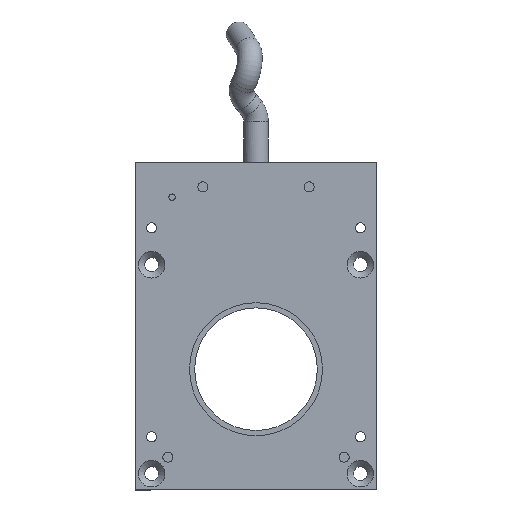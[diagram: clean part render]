
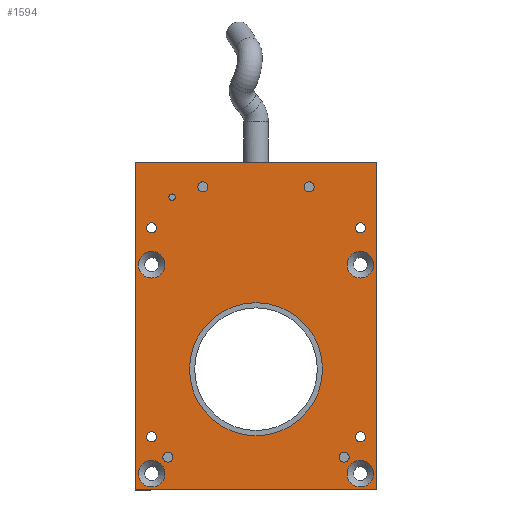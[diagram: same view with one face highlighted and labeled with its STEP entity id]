
A CAD part, front view. The second image highlights one B-rep face of the part: STEP entity #1594.
In plain terms, the highlighted planar face has unit normal (0, -1, 0).
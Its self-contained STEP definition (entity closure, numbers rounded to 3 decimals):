
#113=LINE('',#2539,#206);
#117=LINE('',#2615,#210);
#119=LINE('',#2619,#212);
#121=LINE('',#2622,#214);
#206=VECTOR('',#2094,59.);
#210=VECTOR('',#2194,80.);
#212=VECTOR('',#2198,59.);
#214=VECTOR('',#2202,80.);
#266=PLANE('',#1768);
#343=FACE_BOUND('',#612,.T.);
#344=FACE_BOUND('',#613,.T.);
#345=FACE_BOUND('',#614,.T.);
#346=FACE_BOUND('',#615,.T.);
#347=FACE_BOUND('',#616,.T.);
#348=FACE_BOUND('',#617,.T.);
#349=FACE_BOUND('',#618,.T.);
#350=FACE_BOUND('',#619,.T.);
#351=FACE_BOUND('',#620,.T.);
#352=FACE_BOUND('',#621,.T.);
#353=FACE_BOUND('',#622,.T.);
#354=FACE_BOUND('',#623,.T.);
#355=FACE_BOUND('',#624,.T.);
#356=FACE_BOUND('',#625,.T.);
#357=FACE_BOUND('',#626,.T.);
#612=EDGE_LOOP('',(#1335));
#613=EDGE_LOOP('',(#1336));
#614=EDGE_LOOP('',(#1337));
#615=EDGE_LOOP('',(#1338));
#616=EDGE_LOOP('',(#1339));
#617=EDGE_LOOP('',(#1340));
#618=EDGE_LOOP('',(#1341));
#619=EDGE_LOOP('',(#1342));
#620=EDGE_LOOP('',(#1343));
#621=EDGE_LOOP('',(#1344));
#622=EDGE_LOOP('',(#1345));
#623=EDGE_LOOP('',(#1346));
#624=EDGE_LOOP('',(#1347));
#625=EDGE_LOOP('',(#1348));
#626=EDGE_LOOP('',(#1349,#1350,#1351,#1352));
#690=CIRCLE('',#1722,0.785);
#692=CIRCLE('',#1726,1.23);
#694=CIRCLE('',#1730,1.23);
#696=CIRCLE('',#1734,1.23);
#698=CIRCLE('',#1738,1.23);
#699=CIRCLE('',#1740,16.25);
#700=CIRCLE('',#1742,3.25);
#702=CIRCLE('',#1746,3.25);
#704=CIRCLE('',#1750,3.25);
#706=CIRCLE('',#1754,3.25);
#708=CIRCLE('',#1758,1.23);
#709=CIRCLE('',#1760,1.23);
#710=CIRCLE('',#1762,1.23);
#711=CIRCLE('',#1764,1.23);
#824=VERTEX_POINT('',#2536);
#825=VERTEX_POINT('',#2538);
#827=VERTEX_POINT('',#2548);
#829=VERTEX_POINT('',#2554);
#831=VERTEX_POINT('',#2560);
#833=VERTEX_POINT('',#2566);
#835=VERTEX_POINT('',#2572);
#836=VERTEX_POINT('',#2575);
#837=VERTEX_POINT('',#2578);
#839=VERTEX_POINT('',#2584);
#841=VERTEX_POINT('',#2590);
#843=VERTEX_POINT('',#2596);
#845=VERTEX_POINT('',#2602);
#846=VERTEX_POINT('',#2605);
#847=VERTEX_POINT('',#2608);
#848=VERTEX_POINT('',#2611);
#849=VERTEX_POINT('',#2614);
#850=VERTEX_POINT('',#2618);
#989=EDGE_CURVE('',#824,#825,#113,.T.);
#994=EDGE_CURVE('',#827,#827,#690,.T.);
#996=EDGE_CURVE('',#829,#829,#692,.T.);
#998=EDGE_CURVE('',#831,#831,#694,.T.);
#1000=EDGE_CURVE('',#833,#833,#696,.T.);
#1002=EDGE_CURVE('',#835,#835,#698,.T.);
#1003=EDGE_CURVE('',#836,#836,#699,.T.);
#1004=EDGE_CURVE('',#837,#837,#700,.T.);
#1006=EDGE_CURVE('',#839,#839,#702,.T.);
#1008=EDGE_CURVE('',#841,#841,#704,.T.);
#1010=EDGE_CURVE('',#843,#843,#706,.T.);
#1012=EDGE_CURVE('',#845,#845,#708,.T.);
#1013=EDGE_CURVE('',#846,#846,#709,.T.);
#1014=EDGE_CURVE('',#847,#847,#710,.T.);
#1015=EDGE_CURVE('',#848,#848,#711,.T.);
#1016=EDGE_CURVE('',#825,#849,#117,.T.);
#1018=EDGE_CURVE('',#849,#850,#119,.T.);
#1020=EDGE_CURVE('',#850,#824,#121,.T.);
#1335=ORIENTED_EDGE('',*,*,#994,.T.);
#1336=ORIENTED_EDGE('',*,*,#998,.T.);
#1337=ORIENTED_EDGE('',*,*,#996,.T.);
#1338=ORIENTED_EDGE('',*,*,#1002,.T.);
#1339=ORIENTED_EDGE('',*,*,#1000,.T.);
#1340=ORIENTED_EDGE('',*,*,#1003,.T.);
#1341=ORIENTED_EDGE('',*,*,#1004,.T.);
#1342=ORIENTED_EDGE('',*,*,#1006,.T.);
#1343=ORIENTED_EDGE('',*,*,#1008,.T.);
#1344=ORIENTED_EDGE('',*,*,#1010,.T.);
#1345=ORIENTED_EDGE('',*,*,#1012,.T.);
#1346=ORIENTED_EDGE('',*,*,#1013,.T.);
#1347=ORIENTED_EDGE('',*,*,#1014,.T.);
#1348=ORIENTED_EDGE('',*,*,#1015,.T.);
#1349=ORIENTED_EDGE('',*,*,#989,.F.);
#1350=ORIENTED_EDGE('',*,*,#1020,.F.);
#1351=ORIENTED_EDGE('',*,*,#1018,.F.);
#1352=ORIENTED_EDGE('',*,*,#1016,.F.);
#1594=ADVANCED_FACE('',(#343,#344,#345,#346,#347,#348,#349,#350,#351,#352,
#353,#354,#355,#356,#357),#266,.F.);
#1722=AXIS2_PLACEMENT_3D('',#2549,#2106,#2107);
#1726=AXIS2_PLACEMENT_3D('',#2555,#2114,#2115);
#1730=AXIS2_PLACEMENT_3D('',#2561,#2122,#2123);
#1734=AXIS2_PLACEMENT_3D('',#2567,#2130,#2131);
#1738=AXIS2_PLACEMENT_3D('',#2573,#2138,#2139);
#1740=AXIS2_PLACEMENT_3D('',#2576,#2142,#2143);
#1742=AXIS2_PLACEMENT_3D('',#2579,#2146,#2147);
#1746=AXIS2_PLACEMENT_3D('',#2585,#2154,#2155);
#1750=AXIS2_PLACEMENT_3D('',#2591,#2162,#2163);
#1754=AXIS2_PLACEMENT_3D('',#2597,#2170,#2171);
#1758=AXIS2_PLACEMENT_3D('',#2603,#2178,#2179);
#1760=AXIS2_PLACEMENT_3D('',#2606,#2182,#2183);
#1762=AXIS2_PLACEMENT_3D('',#2609,#2186,#2187);
#1764=AXIS2_PLACEMENT_3D('',#2612,#2190,#2191);
#1768=AXIS2_PLACEMENT_3D('',#2623,#2203,#2204);
#2094=DIRECTION('',(1.,0.,0.));
#2106=DIRECTION('center_axis',(0.,1.,0.));
#2107=DIRECTION('ref_axis',(0.,0.,
-1.));
#2114=DIRECTION('center_axis',(0.,1.,0.));
#2115=DIRECTION('ref_axis',(0.,0.,
-1.));
#2122=DIRECTION('center_axis',(0.,1.,0.));
#2123=DIRECTION('ref_axis',(0.,0.,
-1.));
#2130=DIRECTION('center_axis',(0.,1.,0.));
#2131=DIRECTION('ref_axis',(0.,0.,
-1.));
#2138=DIRECTION('center_axis',(0.,1.,0.));
#2139=DIRECTION('ref_axis',(0.,0.,
-1.));
#2142=DIRECTION('center_axis',(0.,1.,0.));
#2143=DIRECTION('ref_axis',(0.,0.,
-1.));
#2146=DIRECTION('center_axis',(0.,1.,0.));
#2147=DIRECTION('ref_axis',(0.,0.,
1.));
#2154=DIRECTION('center_axis',(0.,1.,0.));
#2155=DIRECTION('ref_axis',(0.,0.,
1.));
#2162=DIRECTION('center_axis',(0.,1.,0.));
#2163=DIRECTION('ref_axis',(0.,0.,
1.));
#2170=DIRECTION('center_axis',(0.,1.,0.));
#2171=DIRECTION('ref_axis',(0.,0.,
1.));
#2178=DIRECTION('center_axis',(0.,1.,0.));
#2179=DIRECTION('ref_axis',(0.,0.,
-1.));
#2182=DIRECTION('center_axis',(0.,1.,0.));
#2183=DIRECTION('ref_axis',(0.,0.,
-1.));
#2186=DIRECTION('center_axis',(0.,1.,0.));
#2187=DIRECTION('ref_axis',(0.,0.,
-1.));
#2190=DIRECTION('center_axis',(0.,1.,0.));
#2191=DIRECTION('ref_axis',(0.,0.,
-1.));
#2194=DIRECTION('',(0.,0.,-1.));
#2198=DIRECTION('',(-1.,0.,0.));
#2202=DIRECTION('',(0.,0.,1.));
#2203=DIRECTION('center_axis',(0.,1.,0.));
#2204=DIRECTION('ref_axis',(0.,0.,-1.));
#2536=CARTESIAN_POINT('',(-29.5,-8.,50.5));
#2538=CARTESIAN_POINT('',(29.5,-8.,50.5));
#2539=CARTESIAN_POINT('',(29.5,-8.,50.5));
#2548=CARTESIAN_POINT('',(-20.5,-8.,42.785));
#2549=CARTESIAN_POINT('Origin',(-20.5,-8.,42.));
#2554=CARTESIAN_POINT('',(-25.5,-8.,-15.27));
#2555=CARTESIAN_POINT('Origin',(-25.5,-8.,-16.5));
#2560=CARTESIAN_POINT('',(25.5,-8.,35.73));
#2561=CARTESIAN_POINT('Origin',(25.5,-8.,34.5));
#2566=CARTESIAN_POINT('',(25.5,-8.,-15.27));
#2567=CARTESIAN_POINT('Origin',(25.5,-8.,-16.5));
#2572=CARTESIAN_POINT('',(-25.5,-8.,35.73));
#2573=CARTESIAN_POINT('Origin',(-25.5,-8.,34.5));
#2575=CARTESIAN_POINT('',(0.,-8.,16.25));
#2576=CARTESIAN_POINT('Origin',(0.,-8.,0.));
#2578=CARTESIAN_POINT('',(25.5,-8.,28.75));
#2579=CARTESIAN_POINT('Origin',(25.5,-8.,25.5));
#2584=CARTESIAN_POINT('',(-25.5,-8.,-22.25));
#2585=CARTESIAN_POINT('Origin',(-25.5,-8.,-25.5));
#2590=CARTESIAN_POINT('',(-25.5,-8.,28.75));
#2591=CARTESIAN_POINT('Origin',(-25.5,-8.,25.5));
#2596=CARTESIAN_POINT('',(25.5,-8.,-22.25));
#2597=CARTESIAN_POINT('Origin',(25.5,-8.,-25.5));
#2602=CARTESIAN_POINT('',(-13.,-8.,45.73));
#2603=CARTESIAN_POINT('Origin',(-13.,-8.,44.5));
#2605=CARTESIAN_POINT('',(-21.5,-8.,-20.27));
#2606=CARTESIAN_POINT('Origin',(-21.5,-8.,-21.5));
#2608=CARTESIAN_POINT('',(21.5,-8.,-20.27));
#2609=CARTESIAN_POINT('Origin',(21.5,-8.,-21.5));
#2611=CARTESIAN_POINT('',(13.,-8.,45.73));
#2612=CARTESIAN_POINT('Origin',(13.,-8.,44.5));
#2614=CARTESIAN_POINT('',(29.5,-8.,-29.5));
#2615=CARTESIAN_POINT('',(29.5,-8.,-29.5));
#2618=CARTESIAN_POINT('',(-29.5,-8.,-29.5));
#2619=CARTESIAN_POINT('',(-29.5,-8.,-29.5));
#2622=CARTESIAN_POINT('',(-29.5,-8.,50.5));
#2623=CARTESIAN_POINT('Origin',(0.,-8.,10.5));
